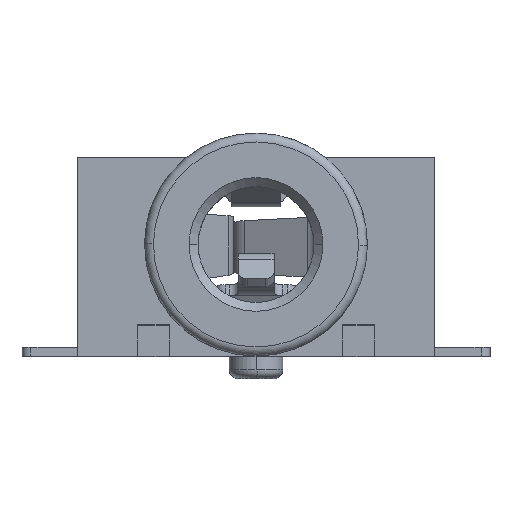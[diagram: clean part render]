
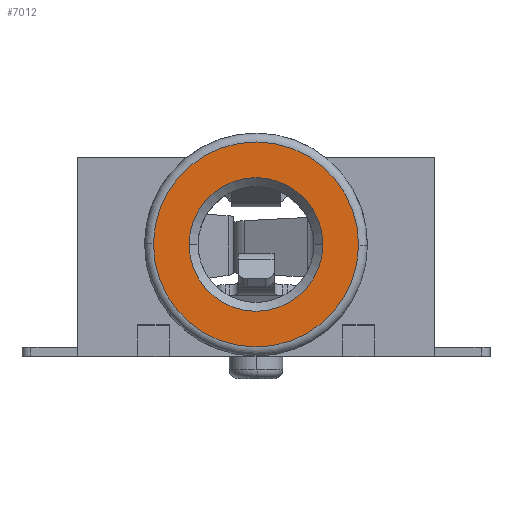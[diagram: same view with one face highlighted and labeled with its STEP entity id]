
A CAD part, top view. The second image highlights one B-rep face of the part: STEP entity #7012.
In plain terms, the highlighted planar face has unit normal (0, 0, 1).
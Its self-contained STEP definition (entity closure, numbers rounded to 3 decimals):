
#262 = VERTEX_POINT ( 'NONE', #18153 ) ;
#805 = AXIS2_PLACEMENT_3D ( 'NONE', #2926, #5530, #11380 ) ;
#1146 = DIRECTION ( 'NONE',  ( 1., 0., 0. ) ) ;
#1421 = CIRCLE ( 'NONE', #805, 1.5 ) ;
#1527 = ORIENTED_EDGE ( 'NONE', *, *, #17541, .T. ) ;
#1730 = ORIENTED_EDGE ( 'NONE', *, *, #18277, .F. ) ;
#2117 = CARTESIAN_POINT ( 'NONE',  ( 0., 0., 0. ) ) ;
#2246 = DIRECTION ( 'NONE',  ( 0., 0., 1. ) ) ;
#2926 = CARTESIAN_POINT ( 'NONE',  ( 0., 0., 0. ) ) ;
#4485 = CARTESIAN_POINT ( 'NONE',  ( 1.5, 0., 0. ) ) ;
#4511 = AXIS2_PLACEMENT_3D ( 'NONE', #18303, #2246, #13871 ) ;
#5086 = EDGE_CURVE ( 'NONE', #16862, #11037, #1421, .T. ) ;
#5530 = DIRECTION ( 'NONE',  ( 0., 0., 1. ) ) ;
#6074 = AXIS2_PLACEMENT_3D ( 'NONE', #2117, #16901, #10846 ) ;
#7012 = ADVANCED_FACE ( 'NONE', ( #16912, #14315 ), #14210, .T. ) ;
#7680 = EDGE_LOOP ( 'NONE', ( #1527, #10414 ) ) ;
#8093 = CARTESIAN_POINT ( 'NONE',  ( 0., 0., 0. ) ) ;
#9908 = DIRECTION ( 'NONE',  ( 1., -0.009, 0. ) ) ;
#9926 = VERTEX_POINT ( 'NONE', #15897 ) ;
#10055 = AXIS2_PLACEMENT_3D ( 'NONE', #10074, #15944, #1146 ) ;
#10074 = CARTESIAN_POINT ( 'NONE',  ( 0., 0., 0. ) ) ;
#10414 = ORIENTED_EDGE ( 'NONE', *, *, #17551, .T. ) ;
#10430 = CARTESIAN_POINT ( 'NONE',  ( -1.5, 0., 0. ) ) ;
#10846 = DIRECTION ( 'NONE',  ( 1., 0., 0. ) ) ;
#11037 = VERTEX_POINT ( 'NONE', #4485 ) ;
#11083 = DIRECTION ( 'NONE',  ( 0., 0., 1. ) ) ;
#11380 = DIRECTION ( 'NONE',  ( 1., 0., 0. ) ) ;
#13093 = EDGE_LOOP ( 'NONE', ( #1730, #16770 ) ) ;
#13871 = DIRECTION ( 'NONE',  ( 1., -0.009, 0. ) ) ;
#14210 = PLANE ( 'NONE',  #10055 ) ;
#14315 = FACE_BOUND ( 'NONE', #13093, .T. ) ;
#14655 = CIRCLE ( 'NONE', #6074, 1.5 ) ;
#14932 = CIRCLE ( 'NONE', #4511, 2.3 ) ;
#15897 = CARTESIAN_POINT ( 'NONE',  ( -2.3, 0.022, 0. ) ) ;
#15944 = DIRECTION ( 'NONE',  ( 0., 0., 1. ) ) ;
#16770 = ORIENTED_EDGE ( 'NONE', *, *, #5086, .F. ) ;
#16780 = AXIS2_PLACEMENT_3D ( 'NONE', #8093, #11083, #9908 ) ;
#16862 = VERTEX_POINT ( 'NONE', #10430 ) ;
#16901 = DIRECTION ( 'NONE',  ( 0., 0., 1. ) ) ;
#16912 = FACE_OUTER_BOUND ( 'NONE', #7680, .T. ) ;
#17541 = EDGE_CURVE ( 'NONE', #9926, #262, #14932, .T. ) ;
#17551 = EDGE_CURVE ( 'NONE', #262, #9926, #17698, .T. ) ;
#17698 = CIRCLE ( 'NONE', #16780, 2.3 ) ;
#18153 = CARTESIAN_POINT ( 'NONE',  ( 2.3, -0.022, 0. ) ) ;
#18277 = EDGE_CURVE ( 'NONE', #11037, #16862, #14655, .T. ) ;
#18303 = CARTESIAN_POINT ( 'NONE',  ( 0., 0., 0. ) ) ;
